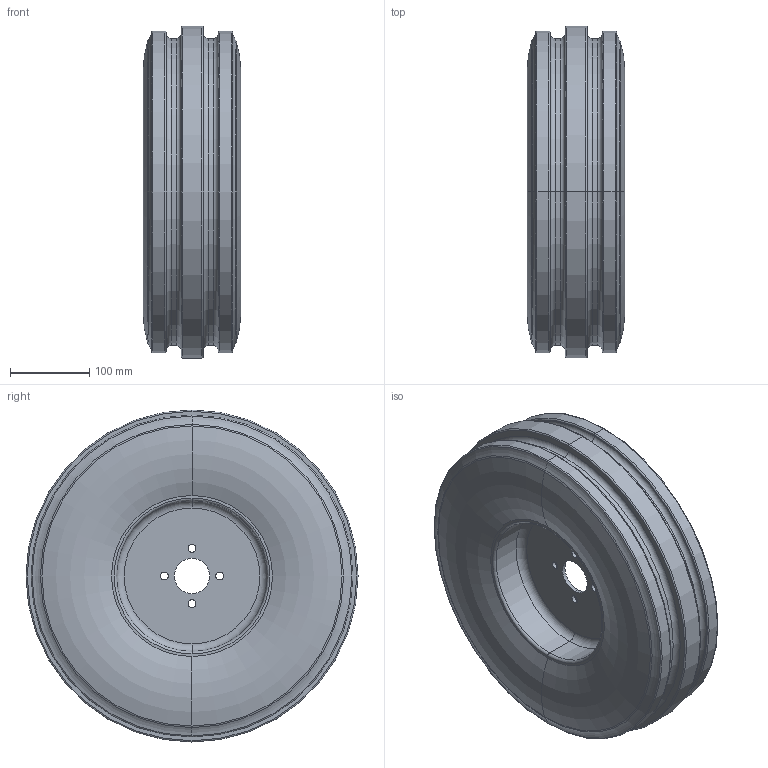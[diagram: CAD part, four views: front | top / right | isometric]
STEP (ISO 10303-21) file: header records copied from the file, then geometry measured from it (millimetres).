
FILE_DESCRIPTION (( 'STEP AP203' ), '1' );
FILE_NAME ('18in Trailer Tire_Default_sldprt.STEP', '2023-01-20T01:24:29', ( '' ), ( '' ), 'SwSTEP 2.0', 'SolidWorks 2022', '' );
FILE_SCHEMA (( 'CONFIG_CONTROL_DESIGN' ));
Length unit declared in the file: inch
Products named in the file (1): 18in Trailer Tire_Default_sldprt
Bounding box: 123.11 x 419.1 x 419.1 mm (x, y, z)
Volume: 11631286.5 mm3; surface area: 488980.2 mm2
Topology: 1 solids, 1 shells, 72 faces, 152 edges, 88 vertices
Faces by surface type: torus 40, cylinder 24, plane 8
Entity records: 2063 total; most frequent: DIRECTION 426, CARTESIAN_POINT 313, ORIENTED_EDGE 304, AXIS2_PLACEMENT_3D 201, EDGE_CURVE 152, CIRCLE 128, EDGE_LOOP 88, VERTEX_POINT 88
